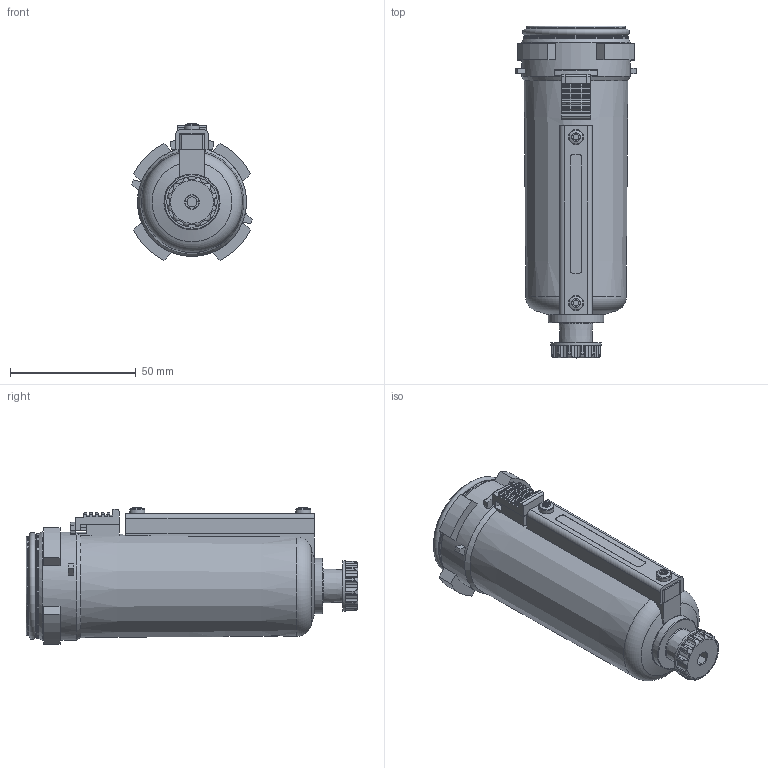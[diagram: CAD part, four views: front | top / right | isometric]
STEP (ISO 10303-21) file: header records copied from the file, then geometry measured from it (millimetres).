
FILE_DESCRIPTION(/* description */ ('STEP AP214'),/* implementation_level */ '2;1');
FILE_NAME(/* name */ '028560',/* time_stamp */ '2026-03-18T12:10:32+01:00',/* author */ ('License CC BY-ND 4.0'),/* organization */ ('CADENAS'),/* preprocessor_version */ 'ST-DEVELOPER v20',/* originating_system */ 'PARTsolutions',/* authorisation */ ' ');
FILE_SCHEMA (('AUTOMOTIVE_DESIGN {1 0 10303 214 3 1 1}'));
Length unit declared in the file: millimetre
Products named in the file (5): 028560; 028560_G; 028560_A; 028560_RE; 028560_DIS
Assembly tree (4 placements, depth 2):
  028560
    028560_G
    028560_A
    028560_RE
    028560_DIS
Bounding box: 47.99 x 132 x 54.3 mm (x, y, z)
Volume: 165273.5 mm3; surface area: 27440.7 mm2
Topology: 4 solids, 4 shells, 352 faces, 945 edges, 620 vertices
Faces by surface type: plane 156, cylinder 143, torus 41, cone 11, sphere 1
Full cylindrical faces by diameter (mm): 4 x1, 6 x2, 7.6 x1, 8 x1, 8.566 x1, 9.728 x1, 20 x1, 22 x1, 37.9 x2, 39.1 x1, 41.7 x1, 43.4 x1
Entity records: 12337 total; most frequent: CARTESIAN_POINT 2316, DIRECTION 1806, ORIENTED_EDGE 1800, EDGE_CURVE 900, AXIS2_PLACEMENT_3D 681, VERTEX_POINT 613, LINE 444, VECTOR 444
